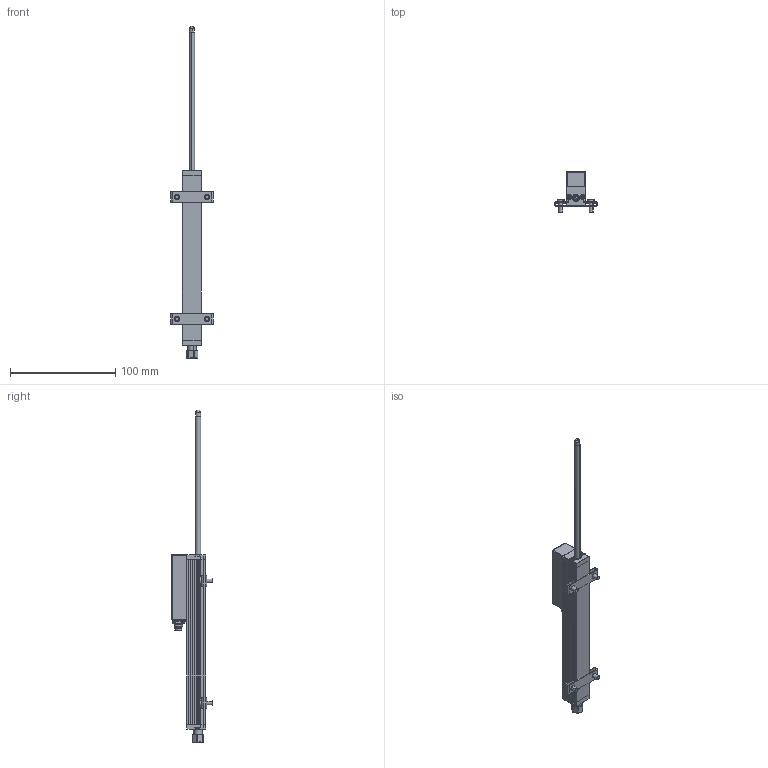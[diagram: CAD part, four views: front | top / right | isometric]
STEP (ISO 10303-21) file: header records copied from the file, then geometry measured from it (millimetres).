
FILE_DESCRIPTION (( 'STEP AP214' ), '1' );
FILE_NAME ('TE1-0100-102-411-101_ausgefahren.STEP', '2014-02-19T07:29:52', ( 'dummy' ), ( 'Hewlett-Packard Company' ), 'SwSTEP 2.0', 'SolidWorks 2013', '' );
FILE_SCHEMA (( 'AUTOMOTIVE_DESIGN' ));
Length unit declared in the file: millimetre
Products named in the file (1): TE1-0100-102-411-101_ausgefahren
Bounding box: 40.19 x 38.85 x 315.2 mm (x, y, z)
Surface area: 27266.5 mm2 (no closed solid volume)
Topology: 0 solids, 31 shells, 477 faces, 1550 edges, 1062 vertices
Faces by surface type: plane 223, cylinder 183, cone 45, torus 14, sphere 7, bspline 5
Entity records: 22429 total; most frequent: CARTESIAN_POINT 3684, DIRECTION 3035, ORIENTED_EDGE 2334, EDGE_CURVE 1549, AXIS2_PLACEMENT_3D 1081, VERTEX_POINT 1062, VECTOR 873, LINE 873
